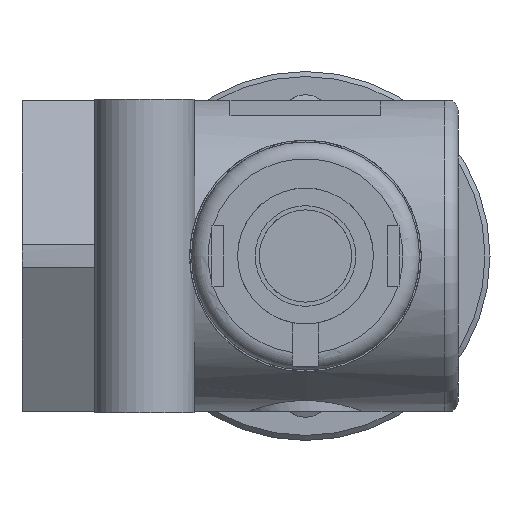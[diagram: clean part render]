
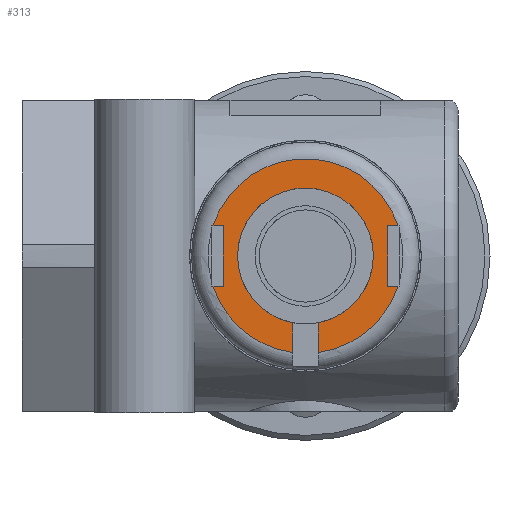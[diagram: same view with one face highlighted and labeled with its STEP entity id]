
A CAD part, left-side view. The second image highlights one B-rep face of the part: STEP entity #313.
In plain terms, the highlighted planar face has unit normal (-1, 0, 0).
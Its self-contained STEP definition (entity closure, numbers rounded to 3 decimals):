
#313 = ADVANCED_FACE( '', ( #706 ), #707, .F. );
#706 = FACE_OUTER_BOUND( '', #1257, .T. );
#707 = PLANE( '', #1258 );
#1257 = EDGE_LOOP( '', ( #1918, #1919, #1920, #1921, #1922, #1923, #1924, #1925, #1926, #1927, #1928, #1929 ) );
#1258 = AXIS2_PLACEMENT_3D( '', #1930, #1931, #1932 );
#1918 = ORIENTED_EDGE( '', *, *, #2992, .T. );
#1919 = ORIENTED_EDGE( '', *, *, #3025, .T. );
#1920 = ORIENTED_EDGE( '', *, *, #3068, .F. );
#1921 = ORIENTED_EDGE( '', *, *, #3008, .F. );
#1922 = ORIENTED_EDGE( '', *, *, #3069, .F. );
#1923 = ORIENTED_EDGE( '', *, *, #3070, .F. );
#1924 = ORIENTED_EDGE( '', *, *, #3071, .F. );
#1925 = ORIENTED_EDGE( '', *, *, #3072, .T. );
#1926 = ORIENTED_EDGE( '', *, *, #3073, .T. );
#1927 = ORIENTED_EDGE( '', *, *, #2945, .T. );
#1928 = ORIENTED_EDGE( '', *, *, #3074, .F. );
#1929 = ORIENTED_EDGE( '', *, *, #3075, .T. );
#1930 = CARTESIAN_POINT( '', ( 0., 0., 0. ) );
#1931 = DIRECTION( '', ( 1., 0., 0. ) );
#1932 = DIRECTION( '', ( 0., 0., -1. ) );
#2945 = EDGE_CURVE( '', #3417, #3415, #3418, .T. );
#2992 = EDGE_CURVE( '', #3501, #3502, #3503, .T. );
#3008 = EDGE_CURVE( '', #3528, #3524, #3530, .T. );
#3025 = EDGE_CURVE( '', #3502, #3557, #3559, .T. );
#3068 = EDGE_CURVE( '', #3524, #3557, #3628, .T. );
#3069 = EDGE_CURVE( '', #3629, #3528, #3630, .F. );
#3070 = EDGE_CURVE( '', #3631, #3629, #3632, .T. );
#3071 = EDGE_CURVE( '', #3633, #3631, #3634, .T. );
#3072 = EDGE_CURVE( '', #3633, #3635, #3636, .T. );
#3073 = EDGE_CURVE( '', #3635, #3417, #3637, .T. );
#3074 = EDGE_CURVE( '', #3638, #3415, #3639, .T. );
#3075 = EDGE_CURVE( '', #3638, #3501, #3640, .T. );
#3415 = VERTEX_POINT( '', #4117 );
#3417 = VERTEX_POINT( '', #4123 );
#3418 = LINE( '', #4124, #4125 );
#3501 = VERTEX_POINT( '', #4416 );
#3502 = VERTEX_POINT( '', #4417 );
#3503 = LINE( '', #4418, #4419 );
#3524 = VERTEX_POINT( '', #4443 );
#3528 = VERTEX_POINT( '', #4453 );
#3530 = LINE( '', #4456, #4457 );
#3557 = VERTEX_POINT( '', #4492 );
#3559 = LINE( '', #4499, #4500 );
#3628 = CIRCLE( '', #4597, 5.8 );
#3629 = VERTEX_POINT( '', #4598 );
#3630 = CIRCLE( '', #4599, 4.05 );
#3631 = VERTEX_POINT( '', #4600 );
#3632 = LINE( '', #4601, #4602 );
#3633 = VERTEX_POINT( '', #4603 );
#3634 = CIRCLE( '', #4604, 5.8 );
#3635 = VERTEX_POINT( '', #4605 );
#3636 = LINE( '', #4606, #4607 );
#3637 = LINE( '', #4608, #4609 );
#3638 = VERTEX_POINT( '', #4610 );
#3639 = CIRCLE( '', #4611, 5.8 );
#3640 = LINE( '', #4612, #4613 );
#4117 = CARTESIAN_POINT( '', ( 0., -5.514, 1.8 ) );
#4123 = CARTESIAN_POINT( '', ( 0., -4.9, 1.8 ) );
#4124 = CARTESIAN_POINT( '', ( 0., -4.9, 1.8 ) );
#4125 = VECTOR( '', #5609, 1000. );
#4416 = CARTESIAN_POINT( '', ( 0., 4.9, 1.8 ) );
#4417 = CARTESIAN_POINT( '', ( 0., 4.9, -1.8 ) );
#4418 = CARTESIAN_POINT( '', ( 0., 4.9, 1.8 ) );
#4419 = VECTOR( '', #5663, 1000. );
#4443 = CARTESIAN_POINT( '', ( 0., 0.75, -5.751 ) );
#4453 = CARTESIAN_POINT( '', ( 0., 0.75, -3.98 ) );
#4456 = CARTESIAN_POINT( '', ( 0., 0.75, 0. ) );
#4457 = VECTOR( '', #5684, 1000. );
#4492 = CARTESIAN_POINT( '', ( 0., 5.514, -1.8 ) );
#4499 = CARTESIAN_POINT( '', ( 0., 4.9, -1.8 ) );
#4500 = VECTOR( '', #5702, 1000. );
#4597 = AXIS2_PLACEMENT_3D( '', #5753, #5754, #5755 );
#4598 = CARTESIAN_POINT( '', ( 0., -0.75, -3.98 ) );
#4599 = AXIS2_PLACEMENT_3D( '', #5756, #5757, #5758 );
#4600 = CARTESIAN_POINT( '', ( 0., -0.75, -5.751 ) );
#4601 = CARTESIAN_POINT( '', ( 0., -0.75, -6.759 ) );
#4602 = VECTOR( '', #5759, 1000. );
#4603 = CARTESIAN_POINT( '', ( 0., -5.514, -1.8 ) );
#4604 = AXIS2_PLACEMENT_3D( '', #5760, #5761, #5762 );
#4605 = CARTESIAN_POINT( '', ( 0., -4.9, -1.8 ) );
#4606 = CARTESIAN_POINT( '', ( 0., -5.6, -1.8 ) );
#4607 = VECTOR( '', #5763, 1000. );
#4608 = CARTESIAN_POINT( '', ( 0., -4.9, -1.8 ) );
#4609 = VECTOR( '', #5764, 1000. );
#4610 = CARTESIAN_POINT( '', ( 0., 5.514, 1.8 ) );
#4611 = AXIS2_PLACEMENT_3D( '', #5765, #5766, #5767 );
#4612 = CARTESIAN_POINT( '', ( 0., 5.6, 1.8 ) );
#4613 = VECTOR( '', #5768, 1000. );
#5609 = DIRECTION( '', ( 0., -1., 0. ) );
#5663 = DIRECTION( '', ( 0., 0., -1. ) );
#5684 = DIRECTION( '', ( 0., 0., -1. ) );
#5702 = DIRECTION( '', ( 0., 1., 0. ) );
#5753 = CARTESIAN_POINT( '', ( 0., 0., 0. ) );
#5754 = DIRECTION( '', ( 1., 0., 0. ) );
#5755 = DIRECTION( '', ( 0., 0., -1. ) );
#5756 = CARTESIAN_POINT( '', ( 0., 0., 0. ) );
#5757 = DIRECTION( '', ( 1., 0., 0. ) );
#5758 = DIRECTION( '', ( 0., 0., -1. ) );
#5759 = DIRECTION( '', ( 0., 0., 1. ) );
#5760 = CARTESIAN_POINT( '', ( 0., 0., 0. ) );
#5761 = DIRECTION( '', ( 1., 0., 0. ) );
#5762 = DIRECTION( '', ( 0., 0., -1. ) );
#5763 = DIRECTION( '', ( 0., 1., 0. ) );
#5764 = DIRECTION( '', ( 0., 0., 1. ) );
#5765 = CARTESIAN_POINT( '', ( 0., 0., 0. ) );
#5766 = DIRECTION( '', ( 1., 0., 0. ) );
#5767 = DIRECTION( '', ( 0., 0., -1. ) );
#5768 = DIRECTION( '', ( 0., -1., 0. ) );
